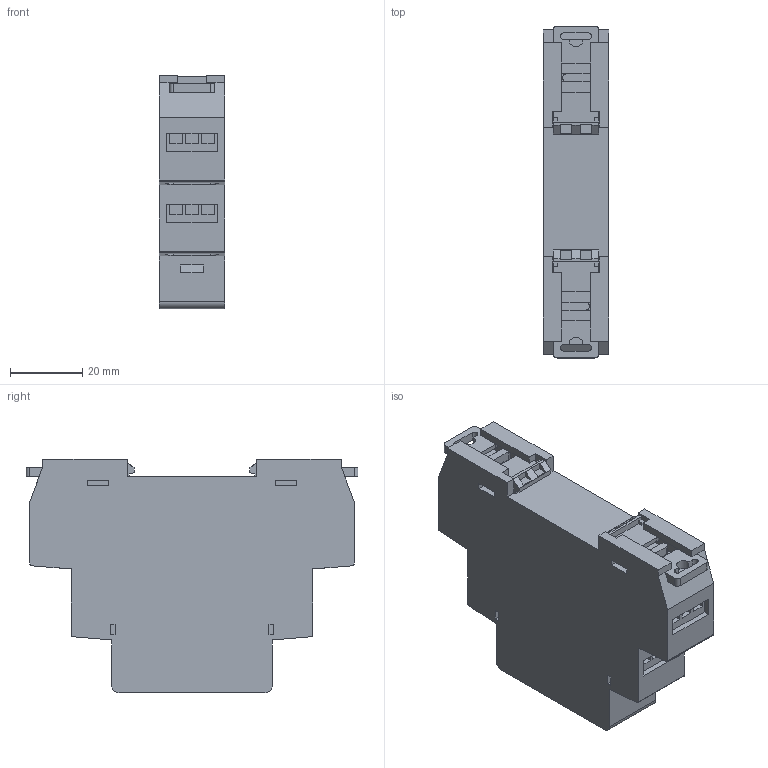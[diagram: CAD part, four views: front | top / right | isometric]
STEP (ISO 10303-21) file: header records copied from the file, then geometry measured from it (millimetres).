
FILE_DESCRIPTION (( 'STEP AP214' ), '1' );
FILE_NAME ('RKF-31.ÃÌ Ðåëå êîíòðîëÿ ôàç RKF-31.STEP', '2024-07-26T12:39:02', ( '' ), ( '' ), 'SwSTEP 2.0', 'SolidWorks 2021', '' );
FILE_SCHEMA (( 'AUTOMOTIVE_DESIGN' ));
Length unit declared in the file: millimetre
Products named in the file (4): Êîïèÿ Çàùåëêà RKF-31.ÃÌ Ðåëå êîíòðîëÿ ôàç RKF-31^RKF-31.ÃÌ Ðåëå êîíòðîëÿ ôàç RKF-31_00; RKF-31.ÃÌ Ðåëå êîíòðîëÿ ôàç RKF-31; Êîïèÿ Êîðïóñ RKF-31.ÃÌ Ðåëå êîíòðîëÿ ôàç RKF-31^RKF-31.ÃÌ Ðåëå êîíòðîëÿ ôàç RKF-31_00; Êîïèÿ Âèíò RKF-31.ÃÌ Ðåëå êîíòðîëÿ ôàç RKF-31^RKF-31.ÃÌ Ðåëå êîíòðîëÿ ôàç RKF-31_B18.6.7M - M3 x 0.5 x 6 Type I Cross Recessed FHMS --6N
Assembly tree (13 placements, depth 2):
  RKF-31.ÃÌ Ðåëå êîíòðîëÿ ôàç RKF-31
    Êîïèÿ Êîðïóñ RKF-31.ÃÌ Ðåëå êîíòðîëÿ ôàç RKF-31^RKF-31.ÃÌ Ðåëå êîíòðîëÿ ôàç RKF-31_00
    Êîïèÿ Çàùåëêà RKF-31.ÃÌ Ðåëå êîíòðîëÿ ôàç RKF-31^RKF-31.ÃÌ Ðåëå êîíòðîëÿ ôàç RKF-31_00  x2
    Êîïèÿ Âèíò RKF-31.ÃÌ Ðåëå êîíòðîëÿ ôàç RKF-31^RKF-31.ÃÌ Ðåëå êîíòðîëÿ ôàç RKF-31_B18.6.7M - M3 x 0.5 x 6 Type I Cross Recessed FHMS --6N  x10
Bounding box: 18.1 x 92.18 x 64.9 mm (x, y, z)
Volume: 76241.6 mm3; surface area: 21948.8 mm2
Topology: 13 solids, 13 shells, 653 faces, 1684 edges, 1088 vertices
Faces by surface type: plane 507, cylinder 126, cone 20
Entity records: 10808 total; most frequent: CARTESIAN_POINT 1914, ORIENTED_EDGE 1814, DIRECTION 1745, EDGE_CURVE 907, LINE 755, VECTOR 755, VERTEX_POINT 600, AXIS2_PLACEMENT_3D 495
